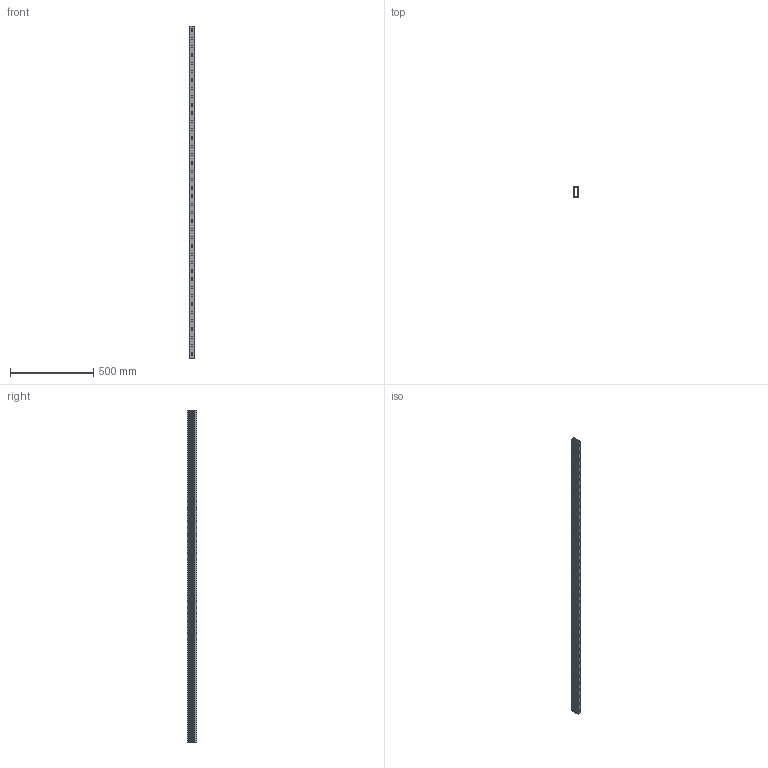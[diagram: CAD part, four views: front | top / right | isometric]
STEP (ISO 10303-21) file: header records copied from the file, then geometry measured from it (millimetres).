
FILE_DESCRIPTION (( 'STEP AP203' ), '1' );
FILE_NAME ('CKM50-025-060-1-K03 Êàáåëü êàíàë ïåðôîðèðîâàííûé 25õ60 øàã 4õ6 ÈÌÏÀÊÒ - Ì.STEP', '2016-06-15T07:43:35', ( '' ), ( '' ), 'SwSTEP 2.0', 'SolidWorks 2014', '' );
FILE_SCHEMA (( 'CONFIG_CONTROL_DESIGN' ));
Products named in the file (1): CKM50-025-060-1-K03 Êàáåëü êàíàë ïåðôîðèðîâàííûé 25õ60 øàã 4õ6 ÈÌÏÀÊÒ - Ì
Bounding box: 25 x 60 x 2000 mm (x, y, z)
Volume: 380607.5 mm3; surface area: 625726.5 mm2
Topology: 2 solids, 2 shells, 6588 faces, 19752 edges, 13168 vertices
Faces by surface type: plane 5708, cylinder 880
Entity records: 219311 total; most frequent: CARTESIAN_POINT 39509, ORIENTED_EDGE 39504, DIRECTION 34690, EDGE_CURVE 19752, VECTOR 17992, LINE 17992, VERTEX_POINT 13168, AXIS2_PLACEMENT_3D 8349
